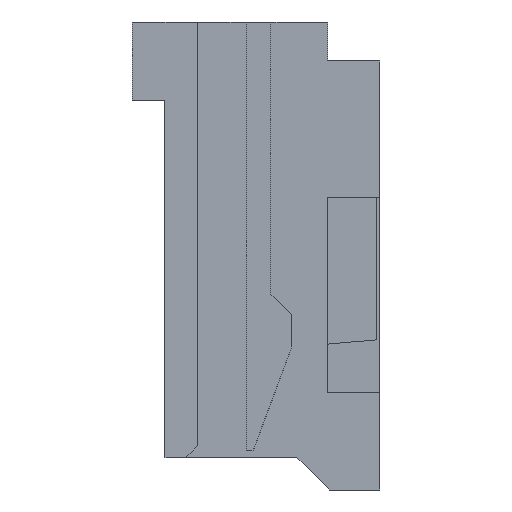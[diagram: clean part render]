
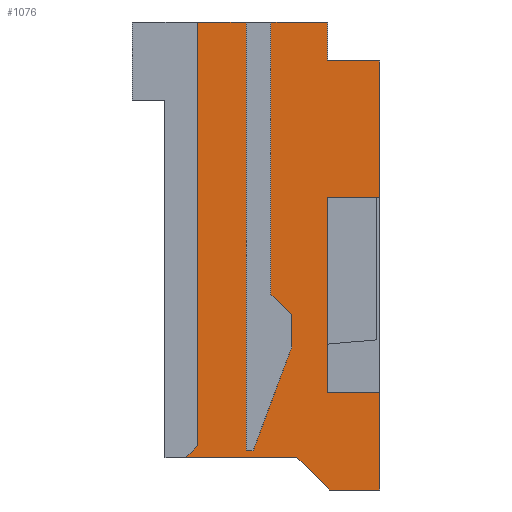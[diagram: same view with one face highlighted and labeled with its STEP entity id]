
A CAD part, left-side view. The second image highlights one B-rep face of the part: STEP entity #1076.
In plain terms, the highlighted planar face has unit normal (-1, 0, 0).
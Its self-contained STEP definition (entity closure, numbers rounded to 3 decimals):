
#1076 = ADVANCED_FACE( '', ( #2347 ), #2348, .T. );
#2347 = FACE_OUTER_BOUND( '', #3806, .T. );
#2348 = PLANE( '', #3807 );
#3806 = EDGE_LOOP( '', ( #6985, #6986, #6987, #6988, #6989, #6990, #6991, #6992, #6993, #6994, #6995, #6996, #6997, #6998, #6999, #7000, #7001, #7002, #7003, #7004 ) );
#3807 = AXIS2_PLACEMENT_3D( '', #7005, #7006, #7007 );
#6985 = ORIENTED_EDGE( '', *, *, #9963, .T. );
#6986 = ORIENTED_EDGE( '', *, *, #9346, .T. );
#6987 = ORIENTED_EDGE( '', *, *, #9712, .T. );
#6988 = ORIENTED_EDGE( '', *, *, #9477, .T. );
#6989 = ORIENTED_EDGE( '', *, *, #9367, .T. );
#6990 = ORIENTED_EDGE( '', *, *, #10088, .T. );
#6991 = ORIENTED_EDGE( '', *, *, #9938, .T. );
#6992 = ORIENTED_EDGE( '', *, *, #10241, .T. );
#6993 = ORIENTED_EDGE( '', *, *, #9342, .T. );
#6994 = ORIENTED_EDGE( '', *, *, #10242, .T. );
#6995 = ORIENTED_EDGE( '', *, *, #10243, .T. );
#6996 = ORIENTED_EDGE( '', *, *, #9622, .T. );
#6997 = ORIENTED_EDGE( '', *, *, #9887, .T. );
#6998 = ORIENTED_EDGE( '', *, *, #10244, .T. );
#6999 = ORIENTED_EDGE( '', *, *, #9194, .T. );
#7000 = ORIENTED_EDGE( '', *, *, #9504, .F. );
#7001 = ORIENTED_EDGE( '', *, *, #9716, .T. );
#7002 = ORIENTED_EDGE( '', *, *, #10245, .T. );
#7003 = ORIENTED_EDGE( '', *, *, #9151, .T. );
#7004 = ORIENTED_EDGE( '', *, *, #10246, .F. );
#7005 = CARTESIAN_POINT( '', ( -12.65, 0., 0. ) );
#7006 = DIRECTION( '', ( -1., 0., 0. ) );
#7007 = DIRECTION( '', ( 0., 0., 1. ) );
#9151 = EDGE_CURVE( '', #11121, #11119, #11122, .T. );
#9194 = EDGE_CURVE( '', #11206, #11204, #11207, .T. );
#9342 = EDGE_CURVE( '', #11443, #11441, #11444, .T. );
#9346 = EDGE_CURVE( '', #11451, #11449, #11452, .T. );
#9367 = EDGE_CURVE( '', #11488, #11486, #11489, .T. );
#9477 = EDGE_CURVE( '', #11669, #11488, #11670, .T. );
#9504 = EDGE_CURVE( '', #11713, #11204, #11715, .T. );
#9622 = EDGE_CURVE( '', #11903, #11901, #11904, .T. );
#9712 = EDGE_CURVE( '', #11449, #11669, #12039, .T. );
#9716 = EDGE_CURVE( '', #11713, #12042, #12044, .T. );
#9887 = EDGE_CURVE( '', #11901, #12294, #12296, .T. );
#9938 = EDGE_CURVE( '', #12366, #12364, #12367, .T. );
#9963 = EDGE_CURVE( '', #12398, #11451, #12399, .T. );
#10088 = EDGE_CURVE( '', #11486, #12366, #12566, .T. );
#10241 = EDGE_CURVE( '', #12364, #11443, #12760, .T. );
#10242 = EDGE_CURVE( '', #11441, #12761, #12762, .T. );
#10243 = EDGE_CURVE( '', #12761, #11903, #12763, .T. );
#10244 = EDGE_CURVE( '', #12294, #11206, #12764, .T. );
#10245 = EDGE_CURVE( '', #12042, #11121, #12765, .T. );
#10246 = EDGE_CURVE( '', #12398, #11119, #12766, .T. );
#11119 = VERTEX_POINT( '', #13898 );
#11121 = VERTEX_POINT( '', #13901 );
#11122 = LINE( '', #13902, #13903 );
#11204 = VERTEX_POINT( '', #14026 );
#11206 = VERTEX_POINT( '', #14029 );
#11207 = LINE( '', #14030, #14031 );
#11441 = VERTEX_POINT( '', #14384 );
#11443 = VERTEX_POINT( '', #14387 );
#11444 = LINE( '', #14388, #14389 );
#11449 = VERTEX_POINT( '', #14396 );
#11451 = VERTEX_POINT( '', #14399 );
#11452 = LINE( '', #14400, #14401 );
#11486 = VERTEX_POINT( '', #14450 );
#11488 = VERTEX_POINT( '', #14453 );
#11489 = LINE( '', #14454, #14455 );
#11669 = VERTEX_POINT( '', #14722 );
#11670 = LINE( '', #14723, #14724 );
#11713 = VERTEX_POINT( '', #14787 );
#11715 = LINE( '', #14790, #14791 );
#11901 = VERTEX_POINT( '', #15072 );
#11903 = VERTEX_POINT( '', #15075 );
#11904 = LINE( '', #15076, #15077 );
#12039 = LINE( '', #15289, #15290 );
#12042 = VERTEX_POINT( '', #15294 );
#12044 = LINE( '', #15297, #15298 );
#12294 = VERTEX_POINT( '', #15676 );
#12296 = LINE( '', #15679, #15680 );
#12364 = VERTEX_POINT( '', #15783 );
#12366 = VERTEX_POINT( '', #15786 );
#12367 = LINE( '', #15787, #15788 );
#12398 = VERTEX_POINT( '', #15837 );
#12399 = LINE( '', #15838, #15839 );
#12566 = LINE( '', #16094, #16095 );
#12760 = LINE( '', #16396, #16397 );
#12761 = VERTEX_POINT( '', #16398 );
#12762 = LINE( '', #16399, #16400 );
#12763 = LINE( '', #16401, #16402 );
#12764 = LINE( '', #16403, #16404 );
#12765 = LINE( '', #16405, #16406 );
#12766 = LINE( '', #16407, #16408 );
#13898 = CARTESIAN_POINT( '', ( -12.65, -1.9, 3.35 ) );
#13901 = CARTESIAN_POINT( '', ( -12.65, -1.9, 1.25 ) );
#13902 = CARTESIAN_POINT( '', ( -12.65, -1.9, -3.25 ) );
#13903 = VECTOR( '', #17340, 1000. );
#14026 = CARTESIAN_POINT( '', ( -12.65, -1.9, -1.75 ) );
#14029 = CARTESIAN_POINT( '', ( -12.65, -1.9, -3.25 ) );
#14030 = CARTESIAN_POINT( '', ( -12.65, -1.9, -3.25 ) );
#14031 = VECTOR( '', #17383, 1000. );
#14384 = CARTESIAN_POINT( '', ( -12.65, 0.9, 3.95 ) );
#14387 = CARTESIAN_POINT( '', ( -12.65, 0.15, 3.95 ) );
#14388 = CARTESIAN_POINT( '', ( -12.65, 0.15, 3.95 ) );
#14389 = VECTOR( '', #17504, 1000. );
#14396 = CARTESIAN_POINT( '', ( -12.65, -0.23, 3.95 ) );
#14399 = CARTESIAN_POINT( '', ( -12.65, -1.1, 3.95 ) );
#14400 = CARTESIAN_POINT( '', ( -12.65, -1.9, 3.95 ) );
#14401 = VECTOR( '', #17508, 1000. );
#14450 = CARTESIAN_POINT( '', ( -12.65, -0.55, -1.05 ) );
#14453 = CARTESIAN_POINT( '', ( -12.65, -0.55, -0.55 ) );
#14454 = CARTESIAN_POINT( '', ( -12.65, -0.55, -0.55 ) );
#14455 = VECTOR( '', #17525, 1000. );
#14722 = CARTESIAN_POINT( '', ( -12.65, -0.23, -0.25 ) );
#14723 = CARTESIAN_POINT( '', ( -12.65, -0.23, -0.25 ) );
#14724 = VECTOR( '', #17613, 1000. );
#14787 = CARTESIAN_POINT( '', ( -12.65, -1.1, -1.75 ) );
#14790 = CARTESIAN_POINT( '', ( -12.65, -1.1, -1.75 ) );
#14791 = VECTOR( '', #17635, 1000. );
#15072 = CARTESIAN_POINT( '', ( -12.65, -0.63, -2.75 ) );
#15075 = CARTESIAN_POINT( '', ( -12.65, 1.08, -2.75 ) );
#15076 = CARTESIAN_POINT( '', ( -12.65, 1.08, -2.75 ) );
#15077 = VECTOR( '', #17732, 1000. );
#15289 = CARTESIAN_POINT( '', ( -12.65, -0.23, 3.95 ) );
#15290 = VECTOR( '', #17810, 1000. );
#15294 = CARTESIAN_POINT( '', ( -12.65, -1.1, 1.25 ) );
#15297 = CARTESIAN_POINT( '', ( -12.65, -1.1, -1.75 ) );
#15298 = VECTOR( '', #17813, 1000. );
#15676 = CARTESIAN_POINT( '', ( -12.65, -1.13, -3.25 ) );
#15679 = CARTESIAN_POINT( '', ( -12.65, -0.63, -2.75 ) );
#15680 = VECTOR( '', #17943, 1000. );
#15783 = CARTESIAN_POINT( '', ( -12.65, 0.15, -2.65 ) );
#15786 = CARTESIAN_POINT( '', ( -12.65, 0.045, -2.65 ) );
#15787 = CARTESIAN_POINT( '', ( -12.65, 0.045, -2.65 ) );
#15788 = VECTOR( '', #17980, 1000. );
#15837 = CARTESIAN_POINT( '', ( -12.65, -1.1, 3.35 ) );
#15838 = CARTESIAN_POINT( '', ( -12.65, -1.1, 3.35 ) );
#15839 = VECTOR( '', #17999, 1000. );
#16094 = CARTESIAN_POINT( '', ( -12.65, -0.55, -1.05 ) );
#16095 = VECTOR( '', #18088, 1000. );
#16396 = CARTESIAN_POINT( '', ( -12.65, 0.15, -2.65 ) );
#16397 = VECTOR( '', #18196, 1000. );
#16398 = CARTESIAN_POINT( '', ( -12.65, 0.9, -2.57 ) );
#16399 = CARTESIAN_POINT( '', ( -12.65, 0.9, 3.95 ) );
#16400 = VECTOR( '', #18197, 1000. );
#16401 = CARTESIAN_POINT( '', ( -12.65, 0.9, -2.57 ) );
#16402 = VECTOR( '', #18198, 1000. );
#16403 = CARTESIAN_POINT( '', ( -12.65, -1.13, -3.25 ) );
#16404 = VECTOR( '', #18199, 1000. );
#16405 = CARTESIAN_POINT( '', ( -12.65, -1.1, 1.25 ) );
#16406 = VECTOR( '', #18200, 1000. );
#16407 = CARTESIAN_POINT( '', ( -12.65, -1.1, 3.35 ) );
#16408 = VECTOR( '', #18201, 1000. );
#17340 = DIRECTION( '', ( 0., 0., 1. ) );
#17383 = DIRECTION( '', ( 0., 0., 1. ) );
#17504 = DIRECTION( '', ( 0., 1., 0. ) );
#17508 = DIRECTION( '', ( 0., 1., 0. ) );
#17525 = DIRECTION( '', ( 0., 0., -1. ) );
#17613 = DIRECTION( '', ( 0., -0.73, -0.684 ) );
#17635 = DIRECTION( '', ( 0., -1., 0. ) );
#17732 = DIRECTION( '', ( 0., -1., 0. ) );
#17810 = DIRECTION( '', ( 0., 0., -1. ) );
#17813 = DIRECTION( '', ( 0., 0., 1. ) );
#17943 = DIRECTION( '', ( 0., -0.707, -0.707 ) );
#17980 = DIRECTION( '', ( 0., 1., 0. ) );
#17999 = DIRECTION( '', ( 0., 0., 1. ) );
#18088 = DIRECTION( '', ( 0., 0.349, -0.937 ) );
#18196 = DIRECTION( '', ( 0., 0., 1. ) );
#18197 = DIRECTION( '', ( 0., 0., -1. ) );
#18198 = DIRECTION( '', ( 0., 0.707, -0.707 ) );
#18199 = DIRECTION( '', ( 0., -1., 0. ) );
#18200 = DIRECTION( '', ( 0., -1., 0. ) );
#18201 = DIRECTION( '', ( 0., -1., 0. ) );
